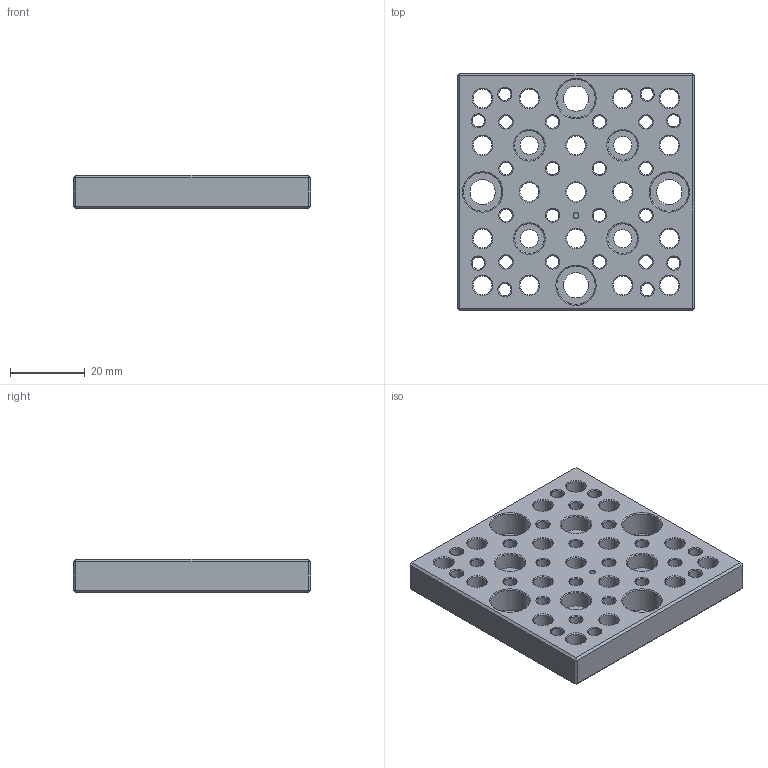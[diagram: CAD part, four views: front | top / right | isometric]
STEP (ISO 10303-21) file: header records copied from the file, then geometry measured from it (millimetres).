
FILE_DESCRIPTION(/* description */ (''),/* implementation_level */ '2;1');
FILE_NAME(/* name */ 'Post - Clamp Plate.step',/* time_stamp */ '2024-06-17T21:33:36-04:00',/* author */ (''),/* organization */ (''),/* preprocessor_version */ 'ST-DEVELOPER v20',/* originating_system */ 'Autodesk Translation Framework v12.20.1.177',/* authorisation */ '');
FILE_SCHEMA (('AUTOMOTIVE_DESIGN { 1 0 10303 214 3 1 1 }'));
Length unit declared in the file: inch
Products named in the file (1): Post - Clamp Plate
Bounding box: 63.5 x 63.5 x 8.89 mm (x, y, z)
Volume: 27124.9 mm3; surface area: 14771.3 mm2
Topology: 1 solids, 1 shells, 191 faces, 467 edges, 287 vertices
Faces by surface type: cone 98, cylinder 58, plane 35
Full cylindrical faces by diameter (mm): 1.587 x1, 3.3 x24, 4.775 x4, 5 x17, 6.731 x4, 7.95 x4, 10.312 x4
Entity records: 6096 total; most frequent: DIRECTION 1114, CARTESIAN_POINT 946, ORIENTED_EDGE 934, EDGE_CURVE 467, AXIS2_PLACEMENT_3D 455, EDGE_LOOP 298, VERTEX_POINT 287, CIRCLE 263
